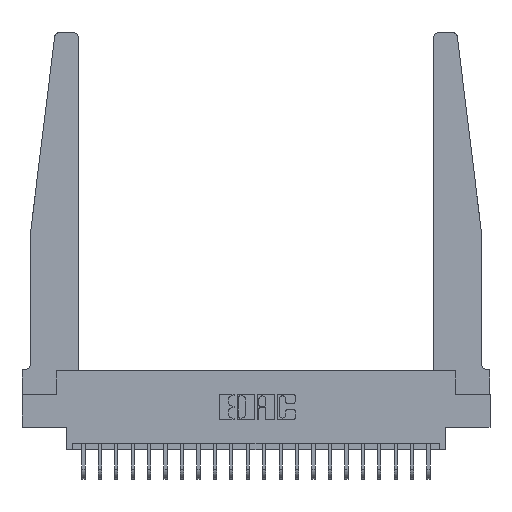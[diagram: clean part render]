
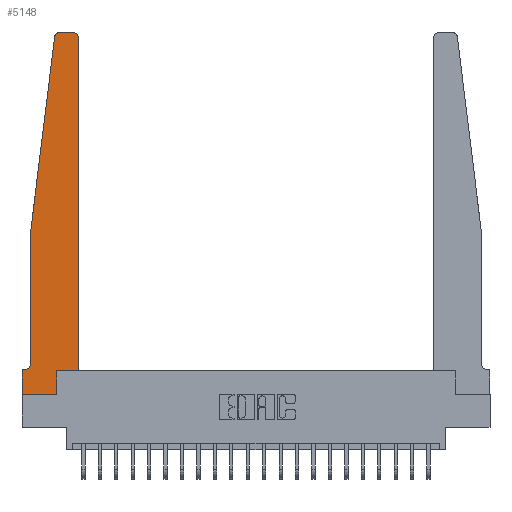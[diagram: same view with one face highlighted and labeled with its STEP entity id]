
A CAD part, top view. The second image highlights one B-rep face of the part: STEP entity #5148.
In plain terms, the highlighted planar face has unit normal (0, 0, 1).
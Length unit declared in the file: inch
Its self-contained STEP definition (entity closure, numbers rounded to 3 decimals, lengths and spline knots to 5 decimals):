
#14 = CARTESIAN_POINT ( 'NONE',  ( 0., 0.1875, 0.37 ) ) ;
#208 = DIRECTION ( 'NONE',  ( -1., 0., 0. ) ) ;
#271 = ORIENTED_EDGE ( 'NONE', *, *, #8965, .T. ) ;
#372 = ORIENTED_EDGE ( 'NONE', *, *, #21231, .T. ) ;
#593 = ORIENTED_EDGE ( 'NONE', *, *, #8564, .T. ) ;
#1618 = CARTESIAN_POINT ( 'NONE',  ( 0.425, 0.18, 0.37 ) ) ;
#2111 = EDGE_CURVE ( 'NONE', #22278, #19440, #14335, .T. ) ;
#2137 = VERTEX_POINT ( 'NONE', #9832 ) ;
#2250 = DIRECTION ( 'NONE',  ( -1., 0., 0. ) ) ;
#2845 = EDGE_CURVE ( 'NONE', #11483, #9663, #7702, .T. ) ;
#2940 = CARTESIAN_POINT ( 'NONE',  ( 0.24675, 2.72367, 0.37 ) ) ;
#3247 = AXIS2_PLACEMENT_3D ( 'NONE', #14991, #9482, #20587 ) ;
#3352 = DIRECTION ( 'NONE',  ( 1., 0., 0. ) ) ;
#3460 = CARTESIAN_POINT ( 'NONE',  ( 0.395, 2.72, 0.37 ) ) ;
#3810 = PLANE ( 'NONE',  #12967 ) ;
#4726 = AXIS2_PLACEMENT_3D ( 'NONE', #9902, #15299, #15382 ) ;
#5148 = ADVANCED_FACE ( 'NONE', ( #19670 ), #3810, .T. ) ;
#5630 = CARTESIAN_POINT ( 'NONE',  ( 0.015, 0.1875, 0.37 ) ) ;
#6208 = VECTOR ( 'NONE', #21678, 39.37008 ) ;
#6272 = VECTOR ( 'NONE', #3352, 39.37008 ) ;
#6398 = VECTOR ( 'NONE', #11434, 39.37008 ) ;
#6604 = ORIENTED_EDGE ( 'NONE', *, *, #2111, .T. ) ;
#6820 = CARTESIAN_POINT ( 'NONE',  ( 0., 0.1875, 0.37 ) ) ;
#7444 = DIRECTION ( 'NONE',  ( 1., 0., 0. ) ) ;
#7493 = ORIENTED_EDGE ( 'NONE', *, *, #19602, .T. ) ;
#7702 = LINE ( 'NONE', #17165, #16347 ) ;
#7746 = VERTEX_POINT ( 'NONE', #6820 ) ;
#7759 = LINE ( 'NONE', #16514, #6272 ) ;
#7964 = CARTESIAN_POINT ( 'NONE',  ( 0.27653, 2.75, 0.37 ) ) ;
#8327 = CARTESIAN_POINT ( 'NONE',  ( 0.425, 2.72, 0.37 ) ) ;
#8461 = ORIENTED_EDGE ( 'NONE', *, *, #18038, .T. ) ;
#8564 = EDGE_CURVE ( 'NONE', #2137, #21608, #19248, .T. ) ;
#8632 = VECTOR ( 'NONE', #7444, 39.37008 ) ;
#8880 = CARTESIAN_POINT ( 'NONE',  ( 0.065, 0.2375, 0.37 ) ) ;
#8965 = EDGE_CURVE ( 'NONE', #21608, #18846, #21543, .T. ) ;
#9480 = VERTEX_POINT ( 'NONE', #2940 ) ;
#9482 = DIRECTION ( 'NONE',  ( 0., 0., 1. ) ) ;
#9663 = VERTEX_POINT ( 'NONE', #8327 ) ;
#9832 = CARTESIAN_POINT ( 'NONE',  ( 0., 0., 0.37 ) ) ;
#9902 = CARTESIAN_POINT ( 'NONE',  ( 0.015, 0.2375, 0.37 ) ) ;
#10031 = DIRECTION ( 'NONE',  ( 0., 1., 0. ) ) ;
#10054 = ORIENTED_EDGE ( 'NONE', *, *, #17385, .T. ) ;
#10850 = CARTESIAN_POINT ( 'NONE',  ( 0.2605, 0.18, 0.37 ) ) ;
#11434 = DIRECTION ( 'NONE',  ( -0.122, -0.992, 0. ) ) ;
#11483 = VERTEX_POINT ( 'NONE', #1618 ) ;
#12001 = EDGE_CURVE ( 'NONE', #9663, #22278, #22562, .T. ) ;
#12277 = CARTESIAN_POINT ( 'NONE',  ( 0.395, 2.75, 0.37 ) ) ;
#12611 = CIRCLE ( 'NONE', #3247, 0.03 ) ;
#12758 = AXIS2_PLACEMENT_3D ( 'NONE', #3460, #20225, #23578 ) ;
#12848 = DIRECTION ( 'NONE',  ( 0., 0., 1. ) ) ;
#12864 = CARTESIAN_POINT ( 'NONE',  ( 0.2605, 0., 0.37 ) ) ;
#12967 = AXIS2_PLACEMENT_3D ( 'NONE', #14, #12848, #14724 ) ;
#13134 = VECTOR ( 'NONE', #2250, 39.37008 ) ;
#13268 = EDGE_CURVE ( 'NONE', #7746, #2137, #16515, .T. ) ;
#14046 = CARTESIAN_POINT ( 'NONE',  ( 0.065, 1.25, 0.37 ) ) ;
#14080 = EDGE_LOOP ( 'NONE', ( #6604, #10054, #17350, #8461, #19308, #372, #20503, #593, #271, #7493, #22097, #21911 ) ) ;
#14095 = VERTEX_POINT ( 'NONE', #22833 ) ;
#14172 = DIRECTION ( 'NONE',  ( 0., 1., 0. ) ) ;
#14310 = LINE ( 'NONE', #14046, #6208 ) ;
#14335 = LINE ( 'NONE', #14340, #17474 ) ;
#14340 = CARTESIAN_POINT ( 'NONE',  ( 0.25, 2.75, 0.37 ) ) ;
#14724 = DIRECTION ( 'NONE',  ( 1., 0., 0. ) ) ;
#14828 = EDGE_CURVE ( 'NONE', #15344, #20297, #19342, .T. ) ;
#14987 = DIRECTION ( 'NONE',  ( 0., -1., 0. ) ) ;
#14991 = CARTESIAN_POINT ( 'NONE',  ( 0.27653, 2.72, 0.37 ) ) ;
#15299 = DIRECTION ( 'NONE',  ( 0., 0., -1. ) ) ;
#15344 = VERTEX_POINT ( 'NONE', #8880 ) ;
#15382 = DIRECTION ( 'NONE',  ( -1., 0., 0. ) ) ;
#16113 = CARTESIAN_POINT ( 'NONE',  ( 0.065, 0.1875, 0.37 ) ) ;
#16347 = VECTOR ( 'NONE', #10031, 39.37008 ) ;
#16514 = CARTESIAN_POINT ( 'NONE',  ( 0.425, 0.18, 0.37 ) ) ;
#16515 = LINE ( 'NONE', #17038, #19931 ) ;
#16551 = CARTESIAN_POINT ( 'NONE',  ( 0., 0., 0.37 ) ) ;
#17038 = CARTESIAN_POINT ( 'NONE',  ( 0., 0., 0.37 ) ) ;
#17165 = CARTESIAN_POINT ( 'NONE',  ( 0.425, 0.18, 0.37 ) ) ;
#17350 = ORIENTED_EDGE ( 'NONE', *, *, #23129, .T. ) ;
#17385 = EDGE_CURVE ( 'NONE', #19440, #9480, #12611, .T. ) ;
#17474 = VECTOR ( 'NONE', #208, 39.37008 ) ;
#18038 = EDGE_CURVE ( 'NONE', #14095, #15344, #14310, .T. ) ;
#18846 = VERTEX_POINT ( 'NONE', #10850 ) ;
#18940 = VECTOR ( 'NONE', #14172, 39.37008 ) ;
#19248 = LINE ( 'NONE', #16551, #8632 ) ;
#19308 = ORIENTED_EDGE ( 'NONE', *, *, #14828, .T. ) ;
#19342 = CIRCLE ( 'NONE', #4726, 0.05 ) ;
#19366 = LINE ( 'NONE', #20590, #6398 ) ;
#19440 = VERTEX_POINT ( 'NONE', #7964 ) ;
#19602 = EDGE_CURVE ( 'NONE', #18846, #11483, #7759, .T. ) ;
#19670 = FACE_OUTER_BOUND ( 'NONE', #14080, .T. ) ;
#19931 = VECTOR ( 'NONE', #14987, 39.37008 ) ;
#20225 = DIRECTION ( 'NONE',  ( 0., 0., 1. ) ) ;
#20297 = VERTEX_POINT ( 'NONE', #5630 ) ;
#20503 = ORIENTED_EDGE ( 'NONE', *, *, #13268, .T. ) ;
#20587 = DIRECTION ( 'NONE',  ( 1., 0., 0. ) ) ;
#20590 = CARTESIAN_POINT ( 'NONE',  ( 0.065, 1.25, 0.37 ) ) ;
#21231 = EDGE_CURVE ( 'NONE', #20297, #7746, #22035, .T. ) ;
#21543 = LINE ( 'NONE', #23467, #18940 ) ;
#21608 = VERTEX_POINT ( 'NONE', #12864 ) ;
#21678 = DIRECTION ( 'NONE',  ( 0., -1., 0. ) ) ;
#21911 = ORIENTED_EDGE ( 'NONE', *, *, #12001, .T. ) ;
#22035 = LINE ( 'NONE', #16113, #13134 ) ;
#22097 = ORIENTED_EDGE ( 'NONE', *, *, #2845, .T. ) ;
#22278 = VERTEX_POINT ( 'NONE', #12277 ) ;
#22562 = CIRCLE ( 'NONE', #12758, 0.03 ) ;
#22833 = CARTESIAN_POINT ( 'NONE',  ( 0.065, 1.25, 0.37 ) ) ;
#23129 = EDGE_CURVE ( 'NONE', #9480, #14095, #19366, .T. ) ;
#23467 = CARTESIAN_POINT ( 'NONE',  ( 0.2605, 0.18, 0.37 ) ) ;
#23578 = DIRECTION ( 'NONE',  ( 1., 0., 0. ) ) ;
